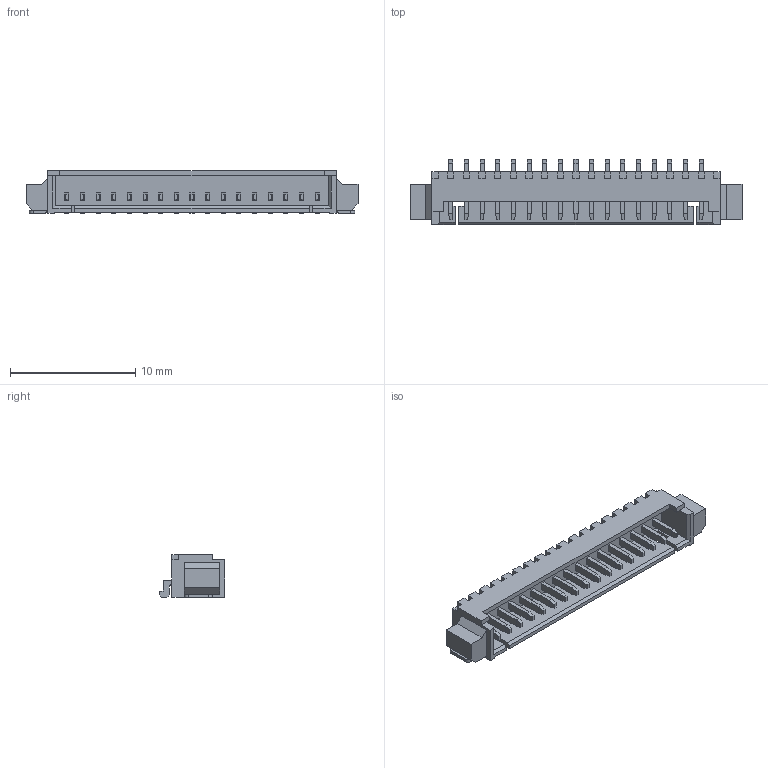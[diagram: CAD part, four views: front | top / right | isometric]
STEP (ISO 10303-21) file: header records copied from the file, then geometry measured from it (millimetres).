
FILE_DESCRIPTION(/* description */ ('model of Molex_PicoBlade_53261-1771_17x1.25mm_Angled.'),/* implementation_level */ FILE_NAME(/* name */ 'Molex_PicoBlade_53261-1771_17x1.25mm_Angled..stp',/* time_stamp */ '2017-02-27T14:45:40',/* author */ ('Rene Poeschl',''),/* organization */ (''),/* preprocessor_version */ '',/* originating_system */ '',/* authorisation */ '');
FILE_NAME(/* name */ 'Molex_PicoBlade_53261-1771_17x1.25mm_Angled..stp',/* time_stamp */ '2017-02-27T14:45:40',/* author */ ('Rene Poeschl',''),/* organization */ (''),/* preprocessor_version */ '',/* originating_system */ '',/* authorisation */ '');
FILE_SCHEMA(('AUTOMOTIVE_DESIGN_CC2 { 1 2 10303 214 -1 1 5 4 }'));
Length unit declared in the file: millimetre
Products named in the file (1): Molex_53261_1771
Bounding box: 26.5 x 5.2 x 3.4 mm (x, y, z)
Volume: 176.3 mm3; surface area: 616.1 mm2
Topology: 1 solids, 1 shells, 522 faces, 1376 edges, 892 vertices
Faces by surface type: plane 495, cylinder 27
Entity records: 37121 total; most frequent: CARTESIAN_POINT 5855, DIRECTION 5004, LINE 3786, VECTOR 3786, ORIENTED_EDGE 2752, PCURVE 2752, DEFINITIONAL_REPRESENTATION 2752, EDGE_CURVE 1376
